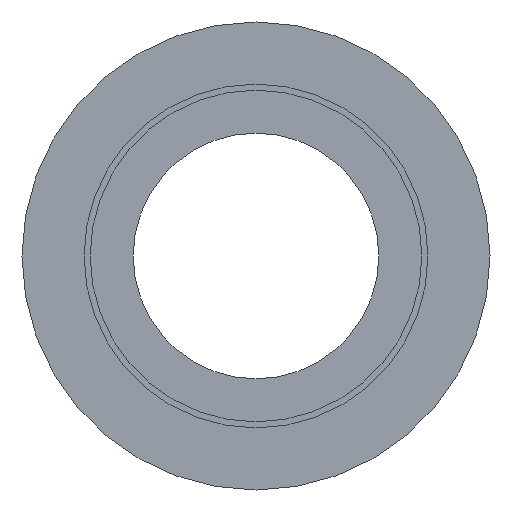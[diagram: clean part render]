
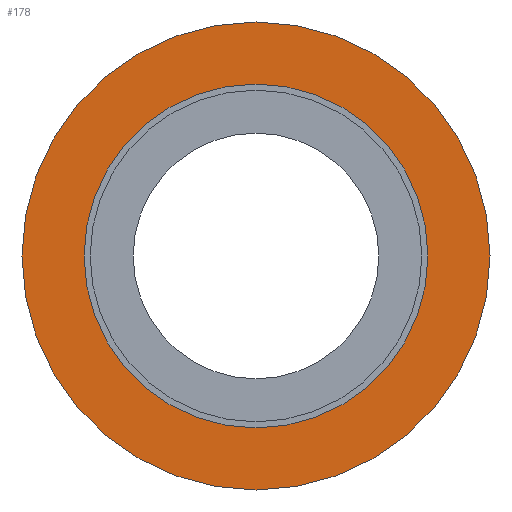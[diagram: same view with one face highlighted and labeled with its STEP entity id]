
A CAD part, front view. The second image highlights one B-rep face of the part: STEP entity #178.
In plain terms, the highlighted planar face has unit normal (0, -1, 0).
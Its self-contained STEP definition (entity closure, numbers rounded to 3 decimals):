
#9 = VERTEX_POINT ( 'NONE', #576 ) ;
#25 = VERTEX_POINT ( 'NONE', #632 ) ;
#61 = DIRECTION ( 'NONE',  ( 0., 1., 0. ) ) ;
#64 = DIRECTION ( 'NONE',  ( 0., 0., 1. ) ) ;
#93 = ORIENTED_EDGE ( 'NONE', *, *, #454, .T. ) ;
#99 = VERTEX_POINT ( 'NONE', #374 ) ;
#101 = CARTESIAN_POINT ( 'NONE',  ( 9.525, 0., 0. ) ) ;
#102 = DIRECTION ( 'NONE',  ( 0., 0., 1. ) ) ;
#117 = DIRECTION ( 'NONE',  ( 0., 1., 0. ) ) ;
#120 = AXIS2_PLACEMENT_3D ( 'NONE', #560, #117, #250 ) ;
#124 = AXIS2_PLACEMENT_3D ( 'NONE', #480, #414, #346 ) ;
#127 = CARTESIAN_POINT ( 'NONE',  ( 0., 0., 0. ) ) ;
#158 = AXIS2_PLACEMENT_3D ( 'NONE', #101, #61, #64 ) ;
#166 = CIRCLE ( 'NONE', #120, 9.525 ) ;
#178 = ADVANCED_FACE ( 'NONE', ( #558, #391 ), #313, .F. ) ;
#197 = EDGE_LOOP ( 'NONE', ( #751, #93 ) ) ;
#233 = EDGE_CURVE ( 'NONE', #99, #589, #247, .T. ) ;
#234 = CARTESIAN_POINT ( 'NONE',  ( 0., 0., 0. ) ) ;
#247 = CIRCLE ( 'NONE', #332, 9.525 ) ;
#250 = DIRECTION ( 'NONE',  ( 0., 0., 1. ) ) ;
#313 = PLANE ( 'NONE',  #158 ) ;
#332 = AXIS2_PLACEMENT_3D ( 'NONE', #127, #575, #388 ) ;
#342 = ORIENTED_EDGE ( 'NONE', *, *, #651, .F. ) ;
#346 = DIRECTION ( 'NONE',  ( 0., 0., 1. ) ) ;
#357 = CARTESIAN_POINT ( 'NONE',  ( 0., 0., 9.525 ) ) ;
#374 = CARTESIAN_POINT ( 'NONE',  ( 0., 0., -9.525 ) ) ;
#388 = DIRECTION ( 'NONE',  ( 0., 0., 1. ) ) ;
#391 = FACE_BOUND ( 'NONE', #197, .T. ) ;
#414 = DIRECTION ( 'NONE',  ( 0., 1., 0. ) ) ;
#438 = EDGE_LOOP ( 'NONE', ( #342, #606 ) ) ;
#454 = EDGE_CURVE ( 'NONE', #9, #25, #782, .T. ) ;
#480 = CARTESIAN_POINT ( 'NONE',  ( 0., 0., 0. ) ) ;
#493 = DIRECTION ( 'NONE',  ( 0., 1., 0. ) ) ;
#554 = EDGE_CURVE ( 'NONE', #25, #9, #610, .T. ) ;
#558 = FACE_OUTER_BOUND ( 'NONE', #438, .T. ) ;
#560 = CARTESIAN_POINT ( 'NONE',  ( 0., 0., 0. ) ) ;
#575 = DIRECTION ( 'NONE',  ( 0., 1., 0. ) ) ;
#576 = CARTESIAN_POINT ( 'NONE',  ( 0., 0., -7. ) ) ;
#589 = VERTEX_POINT ( 'NONE', #357 ) ;
#606 = ORIENTED_EDGE ( 'NONE', *, *, #233, .F. ) ;
#610 = CIRCLE ( 'NONE', #804, 7. ) ;
#632 = CARTESIAN_POINT ( 'NONE',  ( 0., 0., 7. ) ) ;
#651 = EDGE_CURVE ( 'NONE', #589, #99, #166, .T. ) ;
#751 = ORIENTED_EDGE ( 'NONE', *, *, #554, .T. ) ;
#782 = CIRCLE ( 'NONE', #124, 7. ) ;
#804 = AXIS2_PLACEMENT_3D ( 'NONE', #234, #493, #102 ) ;
